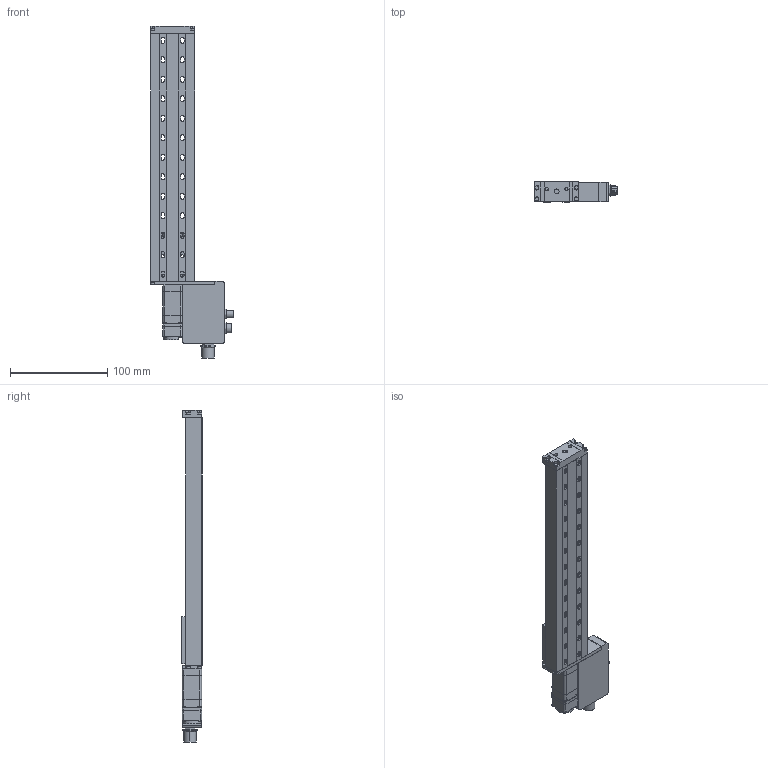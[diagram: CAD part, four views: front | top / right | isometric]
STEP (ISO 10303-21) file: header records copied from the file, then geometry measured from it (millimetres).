
FILE_DESCRIPTION (( 'STEP AP203' ), '1' );
FILE_NAME ('X-LSM200x-E03.step', '2023-05-17T23:35:56', ( '' ), ( '' ), 'SwSTEP 2.0', 'SolidWorks 2019', '' );
FILE_SCHEMA (( 'CONFIG_CONTROL_DESIGN' ));
Length unit declared in the file: millimetre
Products named in the file (4): LSM_base^LSM_X-LSM200; NMS08_motor^LSM_X-LSM-E03; X-LSM200x-E03; LSM_carriage^LSM_LSM
Assembly tree (3 placements, depth 2):
  X-LSM200x-E03
    NMS08_motor^LSM_X-LSM-E03
    LSM_base^LSM_X-LSM200
    LSM_carriage^LSM_LSM
Bounding box: 84.81 x 21 x 340.8 mm (x, y, z)
Volume: 178160.6 mm3; surface area: 85361.1 mm2
Topology: 36 solids, 36 shells, 899 faces, 2254 edges, 1496 vertices
Faces by surface type: plane 486, cylinder 405, cone 4, torus 4
Entity records: 27666 total; most frequent: DIRECTION 4886, CARTESIAN_POINT 4667, ORIENTED_EDGE 4508, EDGE_CURVE 2254, AXIS2_PLACEMENT_3D 1731, VERTEX_POINT 1496, VECTOR 1424, LINE 1424
